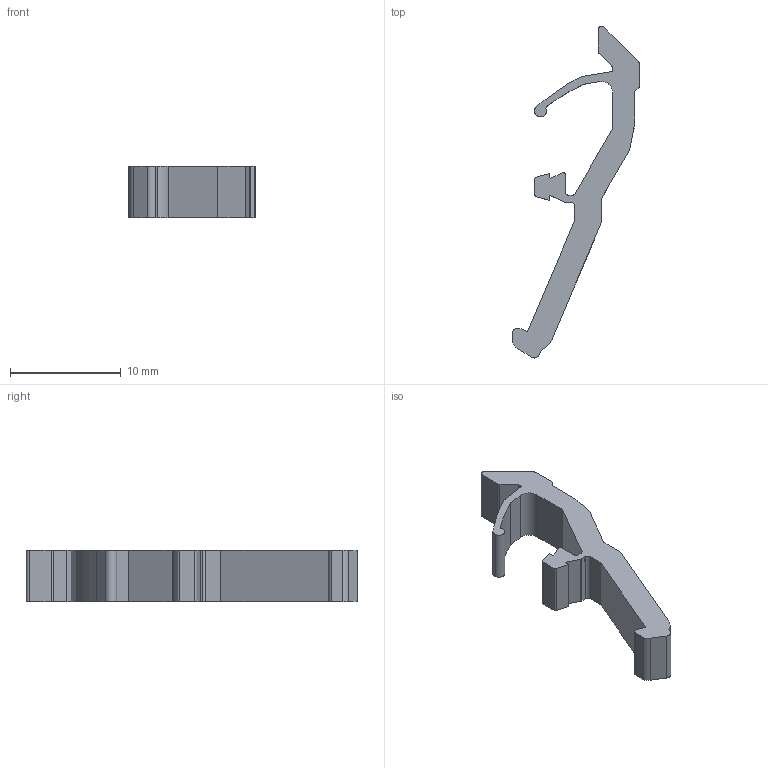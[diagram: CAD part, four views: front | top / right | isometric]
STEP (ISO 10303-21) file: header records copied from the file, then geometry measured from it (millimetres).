
FILE_DESCRIPTION( ( 'STEP AP214' ), '1' );
FILE_NAME( 'DPR2.5.stp', '2022-12-29T03:39:01', ( ' ' ), ( ' ' ), 'XStep 1.0', ' ', ' ' );
FILE_SCHEMA( ( 'CONFIG_CONTROL_DESIGN) ( )' ) );
Length unit declared in the file: metre
Products named in the file (1): 3040106_spb25_1_select
Bounding box: 11.41 x 29.98 x 4.65 mm (x, y, z)
Volume: 391.8 mm3; surface area: 612.7 mm2
Topology: 1 solids, 1 shells, 63 faces, 187 edges, 126 vertices
Faces by surface type: plane 35, cylinder 28
Entity records: 2619 total; most frequent: CARTESIAN_POINT 383, ORIENTED_EDGE 374, DIRECTION 369, EDGE_CURVE 187, LINE 129, VECTOR 129, VERTEX_POINT 126, AXIS2_PLACEMENT_3D 120
